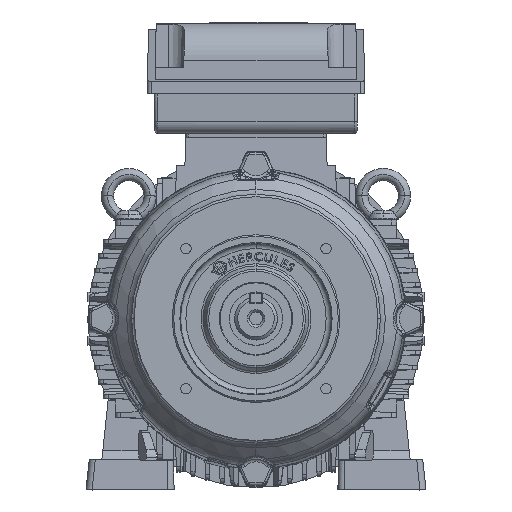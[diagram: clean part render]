
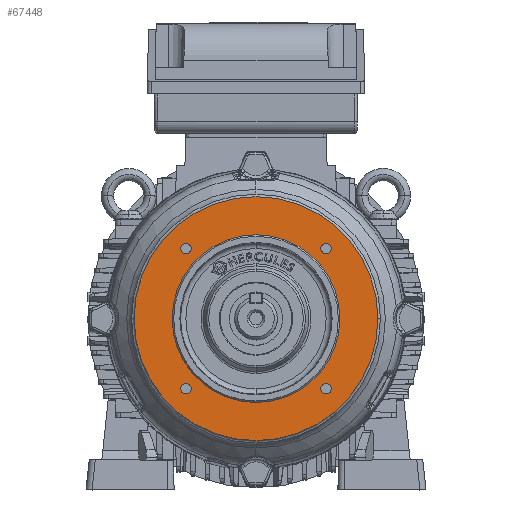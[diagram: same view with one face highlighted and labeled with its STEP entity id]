
A CAD part, top view. The second image highlights one B-rep face of the part: STEP entity #67448.
In plain terms, the highlighted planar face has unit normal (0, 0, 1).
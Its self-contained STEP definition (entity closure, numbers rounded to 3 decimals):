
#99 = ORIENTED_EDGE ( 'NONE', *, *, #3971, .F. ) ;
#196 = CARTESIAN_POINT ( 'NONE',  ( -80., 0., 76. ) ) ;
#277 = DIRECTION ( 'NONE',  ( 0., 0., 1. ) ) ;
#894 = CIRCLE ( 'NONE', #9776, 3.4 ) ;
#1317 = ORIENTED_EDGE ( 'NONE', *, *, #6817, .F. ) ;
#3971 = EDGE_CURVE ( 'NONE', #30233, #8939, #51066, .T. ) ;
#4907 = CARTESIAN_POINT ( 'NONE',  ( -55., 0., 76. ) ) ;
#5099 = EDGE_CURVE ( 'NONE', #8939, #30233, #41169, .T. ) ;
#5279 = DIRECTION ( 'NONE',  ( 0., 0., 1. ) ) ;
#5455 = CARTESIAN_POINT ( 'NONE',  ( 49.362, -45.962, 76. ) ) ;
#5951 = CIRCLE ( 'NONE', #29282, 3.4 ) ;
#6012 = FACE_BOUND ( 'NONE', #67874, .T. ) ;
#6468 = ORIENTED_EDGE ( 'NONE', *, *, #44051, .F. ) ;
#6694 = FACE_BOUND ( 'NONE', #60429, .T. ) ;
#6817 = EDGE_CURVE ( 'NONE', #25367, #31231, #12438, .T. ) ;
#7082 = ORIENTED_EDGE ( 'NONE', *, *, #34382, .F. ) ;
#8817 = DIRECTION ( 'NONE',  ( 1., 0., 0. ) ) ;
#8939 = VERTEX_POINT ( 'NONE', #4907 ) ;
#9776 = AXIS2_PLACEMENT_3D ( 'NONE', #21270, #12137, #32025 ) ;
#10240 = DIRECTION ( 'NONE',  ( 1., 0., 0. ) ) ;
#11568 = PLANE ( 'NONE',  #30683 ) ;
#12137 = DIRECTION ( 'NONE',  ( 0., 0., 1. ) ) ;
#12274 = AXIS2_PLACEMENT_3D ( 'NONE', #55066, #18189, #55405 ) ;
#12438 = CIRCLE ( 'NONE', #37977, 3.4 ) ;
#12795 = EDGE_LOOP ( 'NONE', ( #30265, #30780 ) ) ;
#13393 = AXIS2_PLACEMENT_3D ( 'NONE', #40153, #61379, #55462 ) ;
#13454 = AXIS2_PLACEMENT_3D ( 'NONE', #66572, #24466, #8817 ) ;
#14620 = EDGE_CURVE ( 'NONE', #55410, #26706, #57314, .T. ) ;
#16441 = FACE_OUTER_BOUND ( 'NONE', #38324, .T. ) ;
#16745 = CIRCLE ( 'NONE', #13454, 3.4 ) ;
#17276 = CARTESIAN_POINT ( 'NONE',  ( -42.562, -45.962, 76. ) ) ;
#17634 = ORIENTED_EDGE ( 'NONE', *, *, #64694, .F. ) ;
#18189 = DIRECTION ( 'NONE',  ( 0., 0., 1. ) ) ;
#18844 = ORIENTED_EDGE ( 'NONE', *, *, #38145, .F. ) ;
#20518 = ORIENTED_EDGE ( 'NONE', *, *, #55233, .T. ) ;
#21270 = CARTESIAN_POINT ( 'NONE',  ( 45.962, 45.962, 76. ) ) ;
#21951 = DIRECTION ( 'NONE',  ( 0., 0., 1. ) ) ;
#22158 = AXIS2_PLACEMENT_3D ( 'NONE', #23699, #62309, #45629 ) ;
#23699 = CARTESIAN_POINT ( 'NONE',  ( 0., 0., 76. ) ) ;
#23969 = ORIENTED_EDGE ( 'NONE', *, *, #5099, .F. ) ;
#24347 = CARTESIAN_POINT ( 'NONE',  ( 42.562, -45.962, 76. ) ) ;
#24466 = DIRECTION ( 'NONE',  ( 0., 0., 1. ) ) ;
#24975 = CARTESIAN_POINT ( 'NONE',  ( -45.962, -45.962, 76. ) ) ;
#25227 = CARTESIAN_POINT ( 'NONE',  ( -45.962, 45.962, 76. ) ) ;
#25367 = VERTEX_POINT ( 'NONE', #17276 ) ;
#25636 = ORIENTED_EDGE ( 'NONE', *, *, #50591, .F. ) ;
#26706 = VERTEX_POINT ( 'NONE', #196 ) ;
#26712 = CIRCLE ( 'NONE', #12274, 80. ) ;
#29282 = AXIS2_PLACEMENT_3D ( 'NONE', #58216, #32096, #10240 ) ;
#30233 = VERTEX_POINT ( 'NONE', #54733 ) ;
#30265 = ORIENTED_EDGE ( 'NONE', *, *, #59753, .F. ) ;
#30683 = AXIS2_PLACEMENT_3D ( 'NONE', #37642, #53312, #66078 ) ;
#30780 = ORIENTED_EDGE ( 'NONE', *, *, #65561, .F. ) ;
#31231 = VERTEX_POINT ( 'NONE', #40457 ) ;
#31236 = VERTEX_POINT ( 'NONE', #50577 ) ;
#31481 = VERTEX_POINT ( 'NONE', #64760 ) ;
#32025 = DIRECTION ( 'NONE',  ( 1., 0., 0. ) ) ;
#32096 = DIRECTION ( 'NONE',  ( 0., 0., 1. ) ) ;
#34209 = AXIS2_PLACEMENT_3D ( 'NONE', #44376, #60032, #50638 ) ;
#34382 = EDGE_CURVE ( 'NONE', #41348, #57138, #48322, .T. ) ;
#35772 = EDGE_LOOP ( 'NONE', ( #17634, #7082 ) ) ;
#36777 = CARTESIAN_POINT ( 'NONE',  ( -42.562, 45.962, 76. ) ) ;
#37404 = VERTEX_POINT ( 'NONE', #5455 ) ;
#37642 = CARTESIAN_POINT ( 'NONE',  ( 0., 0., 76. ) ) ;
#37977 = AXIS2_PLACEMENT_3D ( 'NONE', #24975, #46226, #56307 ) ;
#38145 = EDGE_CURVE ( 'NONE', #31481, #31236, #894, .T. ) ;
#38324 = EDGE_LOOP ( 'NONE', ( #45190, #20518 ) ) ;
#39855 = DIRECTION ( 'NONE',  ( 1., 0., 0. ) ) ;
#40153 = CARTESIAN_POINT ( 'NONE',  ( 0., 0., 76. ) ) ;
#40457 = CARTESIAN_POINT ( 'NONE',  ( -49.362, -45.962, 76. ) ) ;
#40850 = EDGE_LOOP ( 'NONE', ( #1317, #25636 ) ) ;
#41169 = CIRCLE ( 'NONE', #13393, 55. ) ;
#41348 = VERTEX_POINT ( 'NONE', #60634 ) ;
#41796 = VERTEX_POINT ( 'NONE', #24347 ) ;
#42877 = FACE_BOUND ( 'NONE', #40850, .T. ) ;
#43172 = DIRECTION ( 'NONE',  ( 1., 0., 0. ) ) ;
#44051 = EDGE_CURVE ( 'NONE', #31236, #31481, #16745, .T. ) ;
#44376 = CARTESIAN_POINT ( 'NONE',  ( -45.962, -45.962, 76. ) ) ;
#44986 = AXIS2_PLACEMENT_3D ( 'NONE', #25227, #67672, #39855 ) ;
#45190 = ORIENTED_EDGE ( 'NONE', *, *, #14620, .T. ) ;
#45629 = DIRECTION ( 'NONE',  ( 1., 0., 0. ) ) ;
#46226 = DIRECTION ( 'NONE',  ( 0., 0., 1. ) ) ;
#47717 = DIRECTION ( 'NONE',  ( 1., 0., 0. ) ) ;
#48322 = CIRCLE ( 'NONE', #44986, 3.4 ) ;
#48739 = CARTESIAN_POINT ( 'NONE',  ( -45.962, 45.962, 76. ) ) ;
#50577 = CARTESIAN_POINT ( 'NONE',  ( 49.362, 45.962, 76. ) ) ;
#50591 = EDGE_CURVE ( 'NONE', #31231, #25367, #64207, .T. ) ;
#50638 = DIRECTION ( 'NONE',  ( 1., 0., 0. ) ) ;
#51066 = CIRCLE ( 'NONE', #22158, 55. ) ;
#52734 = AXIS2_PLACEMENT_3D ( 'NONE', #68102, #277, #58014 ) ;
#53312 = DIRECTION ( 'NONE',  ( 0., 0., -1. ) ) ;
#53652 = FACE_BOUND ( 'NONE', #12795, .T. ) ;
#53778 = CIRCLE ( 'NONE', #58252, 3.4 ) ;
#54733 = CARTESIAN_POINT ( 'NONE',  ( 55., 0., 76. ) ) ;
#55066 = CARTESIAN_POINT ( 'NONE',  ( 0., 0., 76. ) ) ;
#55233 = EDGE_CURVE ( 'NONE', #26706, #55410, #26712, .T. ) ;
#55405 = DIRECTION ( 'NONE',  ( 1., 0., 0. ) ) ;
#55410 = VERTEX_POINT ( 'NONE', #67220 ) ;
#55462 = DIRECTION ( 'NONE',  ( 1., 0., 0. ) ) ;
#56307 = DIRECTION ( 'NONE',  ( 1., 0., 0. ) ) ;
#57138 = VERTEX_POINT ( 'NONE', #36777 ) ;
#57228 = CIRCLE ( 'NONE', #52734, 3.4 ) ;
#57314 = CIRCLE ( 'NONE', #60636, 80. ) ;
#58014 = DIRECTION ( 'NONE',  ( 1., 0., 0. ) ) ;
#58216 = CARTESIAN_POINT ( 'NONE',  ( 45.962, -45.962, 76. ) ) ;
#58252 = AXIS2_PLACEMENT_3D ( 'NONE', #48739, #21951, #43172 ) ;
#59753 = EDGE_CURVE ( 'NONE', #37404, #41796, #5951, .T. ) ;
#60032 = DIRECTION ( 'NONE',  ( 0., 0., 1. ) ) ;
#60429 = EDGE_LOOP ( 'NONE', ( #99, #23969 ) ) ;
#60634 = CARTESIAN_POINT ( 'NONE',  ( -49.362, 45.962, 76. ) ) ;
#60636 = AXIS2_PLACEMENT_3D ( 'NONE', #64385, #5279, #47717 ) ;
#61379 = DIRECTION ( 'NONE',  ( 0., 0., 1. ) ) ;
#62309 = DIRECTION ( 'NONE',  ( 0., 0., 1. ) ) ;
#64091 = FACE_BOUND ( 'NONE', #35772, .T. ) ;
#64207 = CIRCLE ( 'NONE', #34209, 3.4 ) ;
#64385 = CARTESIAN_POINT ( 'NONE',  ( 0., 0., 76. ) ) ;
#64694 = EDGE_CURVE ( 'NONE', #57138, #41348, #53778, .T. ) ;
#64760 = CARTESIAN_POINT ( 'NONE',  ( 42.562, 45.962, 76. ) ) ;
#65561 = EDGE_CURVE ( 'NONE', #41796, #37404, #57228, .T. ) ;
#66078 = DIRECTION ( 'NONE',  ( -1., 0., 0. ) ) ;
#66572 = CARTESIAN_POINT ( 'NONE',  ( 45.962, 45.962, 76. ) ) ;
#67220 = CARTESIAN_POINT ( 'NONE',  ( 80., 0., 76. ) ) ;
#67448 = ADVANCED_FACE ( 'NONE', ( #6694, #53652, #42877, #64091, #6012, #16441 ), #11568, .F. ) ;
#67672 = DIRECTION ( 'NONE',  ( 0., 0., 1. ) ) ;
#67874 = EDGE_LOOP ( 'NONE', ( #6468, #18844 ) ) ;
#68102 = CARTESIAN_POINT ( 'NONE',  ( 45.962, -45.962, 76. ) ) ;
